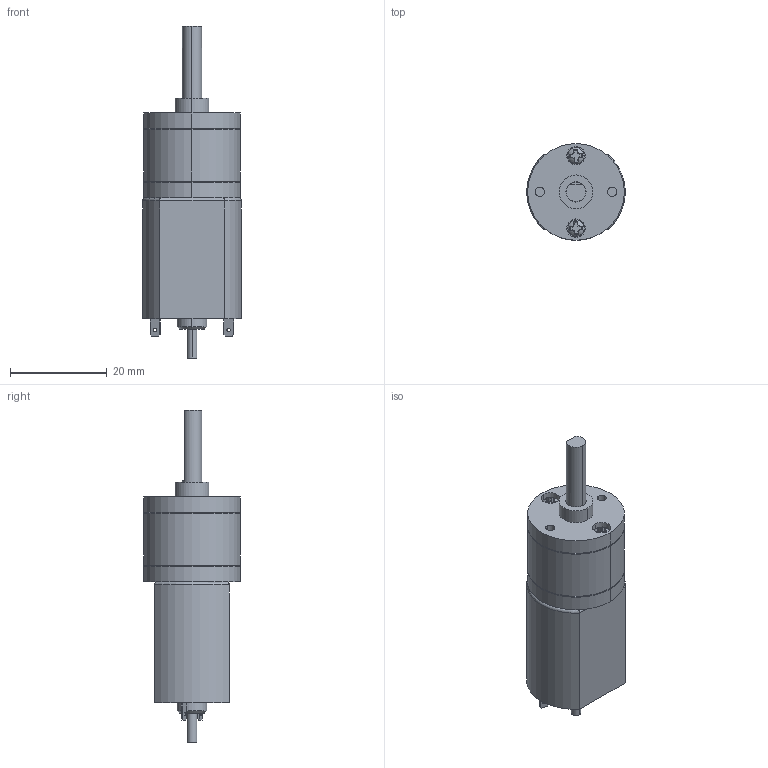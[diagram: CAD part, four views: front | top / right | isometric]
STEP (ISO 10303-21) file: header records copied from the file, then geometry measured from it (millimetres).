
FILE_DESCRIPTION (( 'STEP AP214' ), '1' );
FILE_NAME ('20d-metal-gearmotor-63-78-with-extended-motor-shaft.step', '2017-01-03T23:02:03', ( '' ), ( '' ), 'SwSTEP 2.0', 'SolidWorks 2016', '' );
FILE_SCHEMA (( 'AUTOMOTIVE_DESIGN' ));
Length unit declared in the file: millimetre
Products named in the file (1): 20d-metal-gearmotor-63-78-with-extended-motor-shaft
Bounding box: 20.4 x 20 x 68.7 mm (x, y, z)
Volume: 12635.3 mm3; surface area: 4129.9 mm2
Topology: 1 solids, 1 shells, 402 faces, 1035 edges, 682 vertices
Faces by surface type: plane 222, bspline 98, cylinder 46, cone 22, torus 10, sphere 4
Entity records: 19835 total; most frequent: CARTESIAN_POINT 6106, ORIENTED_EDGE 2070, DIRECTION 1613, EDGE_CURVE 1035, VERTEX_POINT 682, VECTOR 635, LINE 635, AXIS2_PLACEMENT_3D 489
